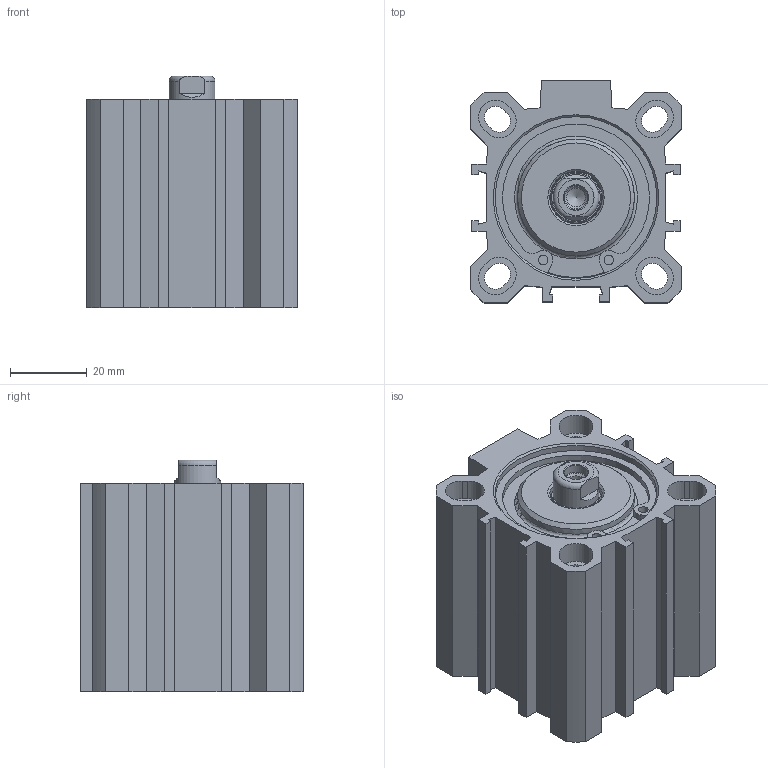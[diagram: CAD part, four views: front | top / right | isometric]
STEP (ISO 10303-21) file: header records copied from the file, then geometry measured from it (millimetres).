
FILE_DESCRIPTION((''),'2;1');
FILE_NAME('FDR040.025.GS.F.stp','2014-06-16T16:31:00',('carlo.corazza'),(''),'Autodesk Inventor 2012','Autodesk Inventor 2012','');
FILE_SCHEMA(('AUTOMOTIVE_DESIGN { 1 0 10303 214 1 1 1 1 }'));
Length unit declared in the file: millimetre
Products named in the file (5): FDR040..GS.F; CORPO-025; STELO-025; TA; TP
Assembly tree (4 placements, depth 2):
  FDR040..GS.F
    CORPO-025
    STELO-025
    TA
    TP
Bounding box: 55 x 58 x 60.5 mm (x, y, z)
Volume: 75601.1 mm3; surface area: 41769.5 mm2
Topology: 4 solids, 4 shells, 224 faces, 564 edges, 366 vertices
Faces by surface type: plane 128, cylinder 65, cone 20, torus 11
Full cylindrical faces by diameter (mm): 2.25 x2, 2.5 x4, 4.917 x2, 6.25 x1, 8.566 x2, 12 x1, 12.54 x1, 13.7 x1, 27.9 x1, 30.5 x1, 40 x1, 41.7 x4, 42.2 x2, 44.7 x2
Entity records: 6903 total; most frequent: CARTESIAN_POINT 1297, DIRECTION 1112, ORIENTED_EDGE 996, EDGE_CURVE 498, AXIS2_PLACEMENT_3D 397, VERTEX_POINT 352, VECTOR 318, LINE 318
